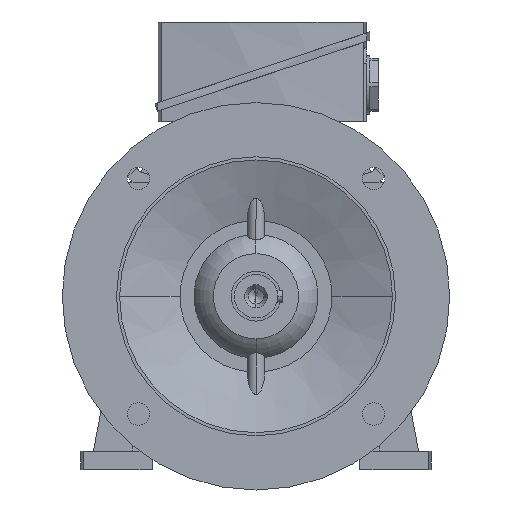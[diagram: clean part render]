
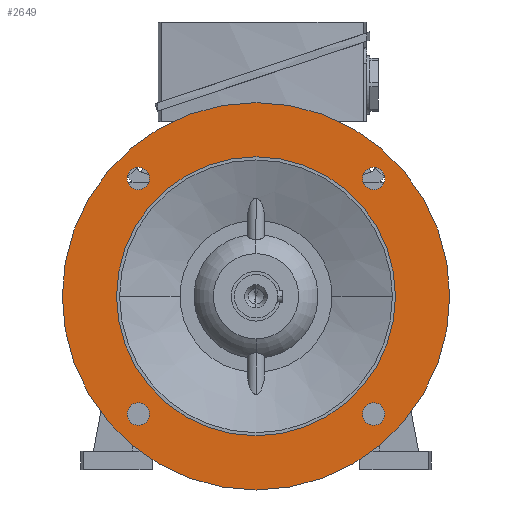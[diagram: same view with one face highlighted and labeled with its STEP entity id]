
A CAD part, left-side view. The second image highlights one B-rep face of the part: STEP entity #2649.
In plain terms, the highlighted planar face has unit normal (-1, 0, 0).
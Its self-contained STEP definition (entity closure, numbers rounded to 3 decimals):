
#2649=ADVANCED_FACE('',(#5342,#5343,#5344,#5345,#5346,#5347),#5348,.T.);
#5342=FACE_BOUND('',#8032,.T.);
#5343=FACE_BOUND('',#8033,.T.);
#5344=FACE_BOUND('',#8034,.T.);
#5345=FACE_BOUND('',#8035,.T.);
#5346=FACE_OUTER_BOUND('',#8036,.T.);
#5347=FACE_BOUND('',#8037,.T.);
#5348=PLANE('',#8038);
#8032=EDGE_LOOP('',(#16481,#16482));
#8033=EDGE_LOOP('',(#16483,#16484));
#8034=EDGE_LOOP('',(#16485,#16486));
#8035=EDGE_LOOP('',(#16487,#16488));
#8036=EDGE_LOOP('',(#16489,#16490));
#8037=EDGE_LOOP('',(#16491,#16492));
#8038=AXIS2_PLACEMENT_3D('',#16493,#16494,#16495);
#16481=ORIENTED_EDGE('',*,*,#19820,.T.);
#16482=ORIENTED_EDGE('',*,*,#16555,.T.);
#16483=ORIENTED_EDGE('',*,*,#19822,.T.);
#16484=ORIENTED_EDGE('',*,*,#16550,.T.);
#16485=ORIENTED_EDGE('',*,*,#19824,.T.);
#16486=ORIENTED_EDGE('',*,*,#16545,.T.);
#16487=ORIENTED_EDGE('',*,*,#19826,.T.);
#16488=ORIENTED_EDGE('',*,*,#16540,.T.);
#16489=ORIENTED_EDGE('',*,*,#16507,.F.);
#16490=ORIENTED_EDGE('',*,*,#19857,.F.);
#16491=ORIENTED_EDGE('',*,*,#16514,.T.);
#16492=ORIENTED_EDGE('',*,*,#19855,.T.);
#16493=CARTESIAN_POINT('',(-40.0,107.5,0.0));
#16494=DIRECTION('',(-1.0,0.0,0.0));
#16495=DIRECTION('',(0.0,-1.0,0.0));
#16507=EDGE_CURVE('',#19861,#19864,#19865,.T.);
#16514=EDGE_CURVE('',#19871,#19875,#19877,.T.);
#16540=EDGE_CURVE('',#19924,#19921,#19925,.T.);
#16545=EDGE_CURVE('',#19933,#19930,#19934,.T.);
#16550=EDGE_CURVE('',#19942,#19939,#19943,.T.);
#16555=EDGE_CURVE('',#19951,#19948,#19952,.T.);
#19820=EDGE_CURVE('',#19948,#19951,#24813,.T.);
#19822=EDGE_CURVE('',#19939,#19942,#24815,.T.);
#19824=EDGE_CURVE('',#19930,#19933,#24817,.T.);
#19826=EDGE_CURVE('',#19921,#19924,#24819,.T.);
#19855=EDGE_CURVE('',#19875,#19871,#24848,.T.);
#19857=EDGE_CURVE('',#19864,#19861,#24850,.T.);
#19861=VERTEX_POINT('',#24854);
#19864=VERTEX_POINT('',#24858);
#19865=CIRCLE('',#24859,125.0);
#19871=VERTEX_POINT('',#24866);
#19875=VERTEX_POINT('',#24871);
#19877=CIRCLE('',#24874,90.0);
#19921=VERTEX_POINT('',#24992);
#19924=VERTEX_POINT('',#24996);
#19925=CIRCLE('',#24997,7.25);
#19930=VERTEX_POINT('',#25003);
#19933=VERTEX_POINT('',#25007);
#19934=CIRCLE('',#25008,7.25);
#19939=VERTEX_POINT('',#25014);
#19942=VERTEX_POINT('',#25018);
#19943=CIRCLE('',#25019,7.25);
#19948=VERTEX_POINT('',#25025);
#19951=VERTEX_POINT('',#25029);
#19952=CIRCLE('',#25030,7.25);
#24813=CIRCLE('',#37423,7.25);
#24815=CIRCLE('',#37425,7.25);
#24817=CIRCLE('',#37427,7.25);
#24819=CIRCLE('',#37429,7.25);
#24848=CIRCLE('',#37489,90.0);
#24850=CIRCLE('',#37491,125.0);
#24854=CARTESIAN_POINT('',(-40.0,125.0,0.0));
#24858=CARTESIAN_POINT('',(-40.0,-125.0,0.));
#24859=AXIS2_PLACEMENT_3D('',#37495,#37496,#37497);
#24866=CARTESIAN_POINT('',(-40.0,90.0,0.0));
#24871=CARTESIAN_POINT('',(-40.0,-90.0,0.));
#24874=AXIS2_PLACEMENT_3D('',#37507,#37508,#37509);
#24992=CARTESIAN_POINT('',(-40.0,-81.141,81.141));
#24996=CARTESIAN_POINT('',(-40.0,-70.887,70.887));
#24997=AXIS2_PLACEMENT_3D('',#37552,#37553,#37554);
#25003=CARTESIAN_POINT('',(-40.0,81.141,81.141));
#25007=CARTESIAN_POINT('',(-40.0,70.887,70.887));
#25008=AXIS2_PLACEMENT_3D('',#37560,#37561,#37562);
#25014=CARTESIAN_POINT('',(-40.0,81.141,-81.141));
#25018=CARTESIAN_POINT('',(-40.0,70.887,-70.887));
#25019=AXIS2_PLACEMENT_3D('',#37568,#37569,#37570);
#25025=CARTESIAN_POINT('',(-40.0,-81.141,-81.141));
#25029=CARTESIAN_POINT('',(-40.0,-70.887,-70.887));
#25030=AXIS2_PLACEMENT_3D('',#37576,#37577,#37578);
#37423=AXIS2_PLACEMENT_3D('',#40761,#40762,#40763);
#37425=AXIS2_PLACEMENT_3D('',#40764,#40765,#40766);
#37427=AXIS2_PLACEMENT_3D('',#40767,#40768,#40769);
#37429=AXIS2_PLACEMENT_3D('',#40770,#40771,#40772);
#37489=AXIS2_PLACEMENT_3D('',#40786,#40787,#40788);
#37491=AXIS2_PLACEMENT_3D('',#40789,#40790,#40791);
#37495=CARTESIAN_POINT('',(-40.0,0.0,0.0));
#37496=DIRECTION('',(1.0,0.0,0.0));
#37497=DIRECTION('',(0.0,1.0,0.0));
#37507=CARTESIAN_POINT('',(-40.0,0.0,0.0));
#37508=DIRECTION('',(1.0,0.0,0.0));
#37509=DIRECTION('',(0.0,1.0,0.0));
#37552=CARTESIAN_POINT('',(-40.0,-76.014,76.014));
#37553=DIRECTION('',(1.0,0.0,-0.0));
#37554=DIRECTION('',(0.0,-0.707,0.707));
#37560=CARTESIAN_POINT('',(-40.0,76.014,76.014));
#37561=DIRECTION('',(1.0,0.0,-0.0));
#37562=DIRECTION('',(0.0,0.707,0.707));
#37568=CARTESIAN_POINT('',(-40.0,76.014,-76.014));
#37569=DIRECTION('',(1.0,-0.0,0.0));
#37570=DIRECTION('',(0.0,0.707,-0.707));
#37576=CARTESIAN_POINT('',(-40.0,-76.014,-76.014));
#37577=DIRECTION('',(1.0,0.0,0.0));
#37578=DIRECTION('',(0.0,-0.707,-0.707));
#40761=CARTESIAN_POINT('',(-40.0,-76.014,-76.014));
#40762=DIRECTION('',(1.0,0.0,0.0));
#40763=DIRECTION('',(0.0,-0.707,-0.707));
#40764=CARTESIAN_POINT('',(-40.0,76.014,-76.014));
#40765=DIRECTION('',(1.0,-0.0,0.0));
#40766=DIRECTION('',(0.0,0.707,-0.707));
#40767=CARTESIAN_POINT('',(-40.0,76.014,76.014));
#40768=DIRECTION('',(1.0,0.0,-0.0));
#40769=DIRECTION('',(0.0,0.707,0.707));
#40770=CARTESIAN_POINT('',(-40.0,-76.014,76.014));
#40771=DIRECTION('',(1.0,0.0,-0.0));
#40772=DIRECTION('',(0.0,-0.707,0.707));
#40786=CARTESIAN_POINT('',(-40.0,0.0,0.0));
#40787=DIRECTION('',(1.0,0.0,0.0));
#40788=DIRECTION('',(0.0,1.0,0.0));
#40789=CARTESIAN_POINT('',(-40.0,0.0,0.0));
#40790=DIRECTION('',(1.0,0.0,0.0));
#40791=DIRECTION('',(0.0,1.0,0.0));
